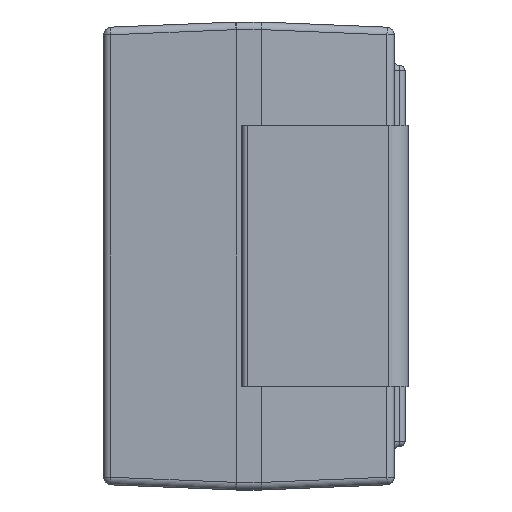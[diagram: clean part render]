
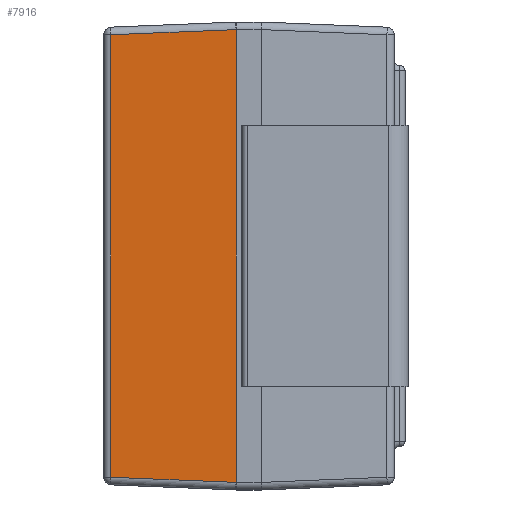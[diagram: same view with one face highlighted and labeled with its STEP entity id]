
A CAD part, left-side view. The second image highlights one B-rep face of the part: STEP entity #7916.
In plain terms, the highlighted planar face has unit normal (-0.999, 0.041, 0).
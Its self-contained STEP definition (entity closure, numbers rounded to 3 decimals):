
#1625=DIRECTION('',(0.041,0.998,-0.041));
#1626=VECTOR('',#1625,1.152);
#1627=CARTESIAN_POINT('',(-3.52,1.583,2.08));
#1628=LINE('',#1627,#1626);
#1632=DIRECTION('',(0.,0.,-1.));
#1633=VECTOR('',#1632,4.16);
#1634=CARTESIAN_POINT('',(-3.52,1.583,2.08));
#1635=LINE('',#1634,#1633);
#1639=DIRECTION('',(-0.041,-0.998,-0.041));
#1640=VECTOR('',#1639,1.152);
#1641=CARTESIAN_POINT('',(-3.473,2.733,
-2.033));
#1642=LINE('',#1641,#1640);
#1646=DIRECTION('',(0.,0.,1.));
#1647=VECTOR('',#1646,4.066);
#1648=CARTESIAN_POINT('',(-3.473,2.733,
-2.033));
#1649=LINE('',#1648,#1647);
#1657=CARTESIAN_POINT('',(-3.52,1.583,2.08));
#6340=VERTEX_POINT('',#1657);
#6342=CARTESIAN_POINT('',(-3.473,2.733,2.033));
#6343=VERTEX_POINT('',#6342);
#6349=CARTESIAN_POINT('',(-3.473,2.733,
-2.033));
#6351=VERTEX_POINT('',#6349);
#6352=CARTESIAN_POINT('',(-3.52,1.583,
-2.08));
#6353=VERTEX_POINT('',#6352);
#7903=CARTESIAN_POINT('',(-3.495,2.19,0.));
#7904=DIRECTION('',(-0.999,0.041,0.));
#7905=DIRECTION('',(0.,0.,-1.));
#7906=AXIS2_PLACEMENT_3D('',#7903,#7904,#7905);
#7907=PLANE('',#7906);
#7908=ORIENTED_EDGE('',*,*,#7893,.F.);
#7910=ORIENTED_EDGE('',*,*,#7909,.T.);
#7912=ORIENTED_EDGE('',*,*,#7911,.F.);
#7913=ORIENTED_EDGE('',*,*,#7869,.T.);
#7914=EDGE_LOOP('',(#7908,#7910,#7912,#7913));
#7915=FACE_OUTER_BOUND('',#7914,.F.);
#7916=ADVANCED_FACE('',(#7915),#7907,.T.);
#7869=EDGE_CURVE('',#6351,#6343,#1649,.T.);
#7893=EDGE_CURVE('',#6340,#6343,#1628,.T.);
#7909=EDGE_CURVE('',#6340,#6353,#1635,.T.);
#7911=EDGE_CURVE('',#6351,#6353,#1642,.T.);
